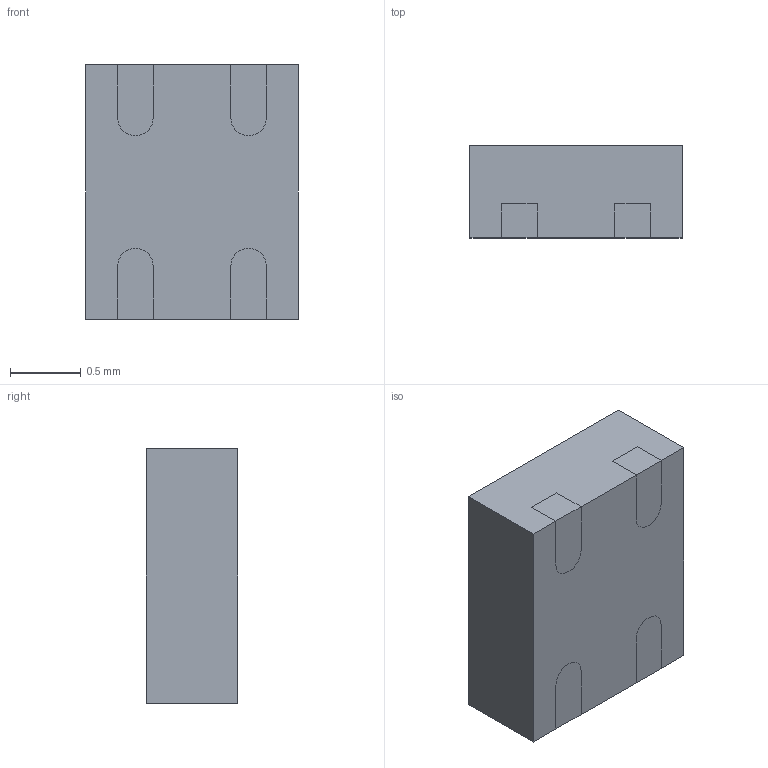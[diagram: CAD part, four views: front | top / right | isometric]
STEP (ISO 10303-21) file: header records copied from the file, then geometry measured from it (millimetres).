
FILE_DESCRIPTION (( 'STEP AP214' ), '1' );
FILE_NAME ('Onsemi_Micro-FC_10035.STEP', '2025-01-29T10:45:07', ( '' ), ( '' ), 'SwSTEP 2.0', 'SolidWorks 2025', '' );
FILE_SCHEMA (( 'AUTOMOTIVE_DESIGN' ));
Length unit declared in the file: millimetre
Products named in the file (1): Onsemi_Micro-FC_10035
Bounding box: 1.5 x 0.65 x 1.8 mm (x, y, z)
Volume: 1.5 mm3; surface area: 17.1 mm2
Topology: 6 solids, 6 shells, 73 faces, 196 edges, 128 vertices
Faces by surface type: plane 57, cylinder 16
Entity records: 3153 total; most frequent: CARTESIAN_POINT 398, ORIENTED_EDGE 392, DIRECTION 384, EDGE_CURVE 196, VECTOR 156, LINE 156, VERTEX_POINT 128, AXIS2_PLACEMENT_3D 114
